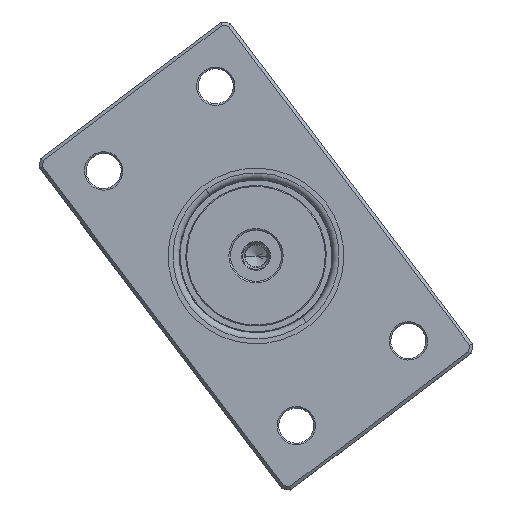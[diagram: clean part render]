
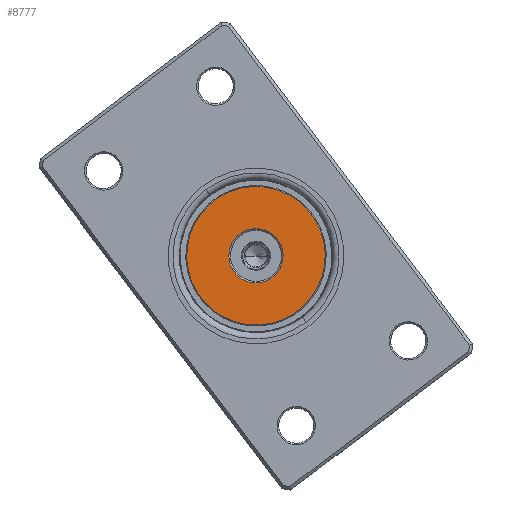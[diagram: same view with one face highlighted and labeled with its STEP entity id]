
A CAD part, top view. The second image highlights one B-rep face of the part: STEP entity #8777.
In plain terms, the highlighted face is planar.
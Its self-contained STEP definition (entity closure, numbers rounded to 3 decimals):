
#2510 = DIRECTION ( 'NONE',  ( 0., 0., 1. ) ) ;
#4966 = VERTEX_POINT ( 'NONE', #7723 ) ;
#6338 = ORIENTED_EDGE ( 'NONE', *, *, #42931, .T. ) ;
#6369 = FACE_BOUND ( 'NONE', #31938, .T. ) ;
#7723 = CARTESIAN_POINT ( 'NONE',  ( 8.5, 0., 0. ) ) ;
#8502 = ORIENTED_EDGE ( 'NONE', *, *, #16657, .T. ) ;
#8777 = ADVANCED_FACE ( 'NONE', ( #37003, #6369 ), #33062, .F. ) ;
#9017 = AXIS2_PLACEMENT_3D ( 'NONE', #30765, #27424, #19366 ) ;
#10510 = AXIS2_PLACEMENT_3D ( 'NONE', #19426, #39419, #35533 ) ;
#15170 = VERTEX_POINT ( 'NONE', #24945 ) ;
#16657 = EDGE_CURVE ( 'NONE', #15170, #43256, #30779, .T. ) ;
#17498 = CARTESIAN_POINT ( 'NONE',  ( 0., 0., 0. ) ) ;
#17807 = EDGE_CURVE ( 'NONE', #4966, #40871, #21263, .T. ) ;
#19132 = EDGE_LOOP ( 'NONE', ( #8502, #6338 ) ) ;
#19366 = DIRECTION ( 'NONE',  ( 1., 0., 0. ) ) ;
#19426 = CARTESIAN_POINT ( 'NONE',  ( 0., 0., 0. ) ) ;
#21069 = CIRCLE ( 'NONE', #10510, 21.7 ) ;
#21186 = CARTESIAN_POINT ( 'NONE',  ( 0., 0., 0. ) ) ;
#21263 = CIRCLE ( 'NONE', #9017, 8.5 ) ;
#21273 = AXIS2_PLACEMENT_3D ( 'NONE', #35519, #28303, #23951 ) ;
#21349 = DIRECTION ( 'NONE',  ( 0., 0., 1. ) ) ;
#21463 = CARTESIAN_POINT ( 'NONE',  ( -21.7, 0., 0. ) ) ;
#23951 = DIRECTION ( 'NONE',  ( 1., 0., 0. ) ) ;
#24945 = CARTESIAN_POINT ( 'NONE',  ( 21.7, 0., 0. ) ) ;
#25284 = AXIS2_PLACEMENT_3D ( 'NONE', #17498, #2510, #45028 ) ;
#25675 = AXIS2_PLACEMENT_3D ( 'NONE', #21186, #21349, #40156 ) ;
#27424 = DIRECTION ( 'NONE',  ( 0., 0., 1. ) ) ;
#28303 = DIRECTION ( 'NONE',  ( 0., 0., -1. ) ) ;
#30765 = CARTESIAN_POINT ( 'NONE',  ( 0., 0., 0. ) ) ;
#30779 = CIRCLE ( 'NONE', #21273, 21.7 ) ;
#31938 = EDGE_LOOP ( 'NONE', ( #48792, #38214 ) ) ;
#33062 = PLANE ( 'NONE',  #25284 ) ;
#35519 = CARTESIAN_POINT ( 'NONE',  ( 0., 0., 0. ) ) ;
#35533 = DIRECTION ( 'NONE',  ( 1., 0., 0. ) ) ;
#37003 = FACE_OUTER_BOUND ( 'NONE', #19132, .T. ) ;
#38214 = ORIENTED_EDGE ( 'NONE', *, *, #17807, .T. ) ;
#38405 = CARTESIAN_POINT ( 'NONE',  ( -8.5, 0., 0. ) ) ;
#39419 = DIRECTION ( 'NONE',  ( 0., 0., -1. ) ) ;
#40156 = DIRECTION ( 'NONE',  ( 1., 0., 0. ) ) ;
#40871 = VERTEX_POINT ( 'NONE', #38405 ) ;
#42931 = EDGE_CURVE ( 'NONE', #43256, #15170, #21069, .T. ) ;
#43175 = CIRCLE ( 'NONE', #25675, 8.5 ) ;
#43256 = VERTEX_POINT ( 'NONE', #21463 ) ;
#45028 = DIRECTION ( 'NONE',  ( 1., 0., 0. ) ) ;
#46276 = EDGE_CURVE ( 'NONE', #40871, #4966, #43175, .T. ) ;
#48792 = ORIENTED_EDGE ( 'NONE', *, *, #46276, .T. ) ;
